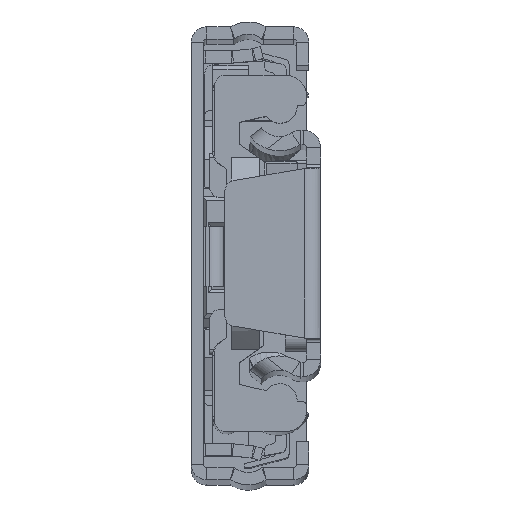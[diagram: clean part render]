
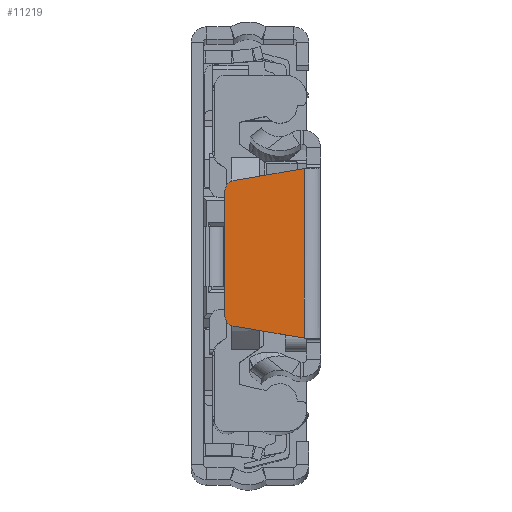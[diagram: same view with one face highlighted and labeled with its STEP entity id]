
A CAD part, top view. The second image highlights one B-rep face of the part: STEP entity #11219.
In plain terms, the highlighted planar face has unit normal (0, 0, 1).
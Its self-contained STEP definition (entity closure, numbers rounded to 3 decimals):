
#179 = CARTESIAN_POINT ( 'NONE',  ( -8.4, -6.156, 0. ) ) ;
#182 = CARTESIAN_POINT ( 'NONE',  ( -8.568, -7.142, 0. ) ) ;
#1116 = CARTESIAN_POINT ( 'NONE',  ( -1.6, -8.333, 0. ) ) ;
#1255 = ORIENTED_EDGE ( 'NONE', *, *, #29099, .F. ) ;
#1400 = EDGE_CURVE ( 'NONE', #9930, #2140, #16268, .T. ) ;
#1968 = CARTESIAN_POINT ( 'NONE',  ( -1.5, 8.35, 0. ) ) ;
#1972 = EDGE_CURVE ( 'NONE', #23883, #22558, #26451, .T. ) ;
#2140 = VERTEX_POINT ( 'NONE', #24869 ) ;
#2149 = DIRECTION ( 'NONE',  ( 0., -1., 0. ) ) ;
#3289 = CARTESIAN_POINT ( 'NONE',  ( -8.568, -7.142, 0. ) ) ;
#4336 = CARTESIAN_POINT ( 'NONE',  ( -8.4, 6.156, 0. ) ) ;
#4498 = CARTESIAN_POINT ( 'NONE',  ( -1.6, -8.333, 0. ) ) ;
#7851 = DIRECTION ( 'NONE',  ( -1., 0., 0. ) ) ;
#7984 = VECTOR ( 'NONE', #29437, 1000. ) ;
#9342 = AXIS2_PLACEMENT_3D ( 'NONE', #24119, #19069, #28532 ) ;
#9930 = VERTEX_POINT ( 'NONE', #25848 ) ;
#10150 = VERTEX_POINT ( 'NONE', #182 ) ;
#11219 = ADVANCED_FACE ( 'NONE', ( #23353 ), #12273, .F. ) ;
#11722 = LINE ( 'NONE', #4498, #17415 ) ;
#11953 = EDGE_CURVE ( 'NONE', #2140, #28059, #11722, .T. ) ;
#12273 = PLANE ( 'NONE',  #9342 ) ;
#12990 = ORIENTED_EDGE ( 'NONE', *, *, #11953, .F. ) ;
#13286 = ORIENTED_EDGE ( 'NONE', *, *, #1400, .F. ) ;
#13460 = DIRECTION ( 'NONE',  ( -1., 0., 0. ) ) ;
#13642 = EDGE_CURVE ( 'NONE', #22558, #9930, #16011, .T. ) ;
#15395 = LINE ( 'NONE', #3289, #29931 ) ;
#16011 = CIRCLE ( 'NONE', #27599, 1. ) ;
#16268 = LINE ( 'NONE', #1968, #29598 ) ;
#16991 = CARTESIAN_POINT ( 'NONE',  ( -9.4, 6.156, 0. ) ) ;
#17415 = VECTOR ( 'NONE', #2149, 1000. ) ;
#17661 = AXIS2_PLACEMENT_3D ( 'NONE', #179, #21894, #7851 ) ;
#17726 = CARTESIAN_POINT ( 'NONE',  ( -9.4, -6.156, 0. ) ) ;
#19069 = DIRECTION ( 'NONE',  ( 0., 0., -1. ) ) ;
#19267 = ORIENTED_EDGE ( 'NONE', *, *, #1972, .F. ) ;
#19334 = ORIENTED_EDGE ( 'NONE', *, *, #13642, .F. ) ;
#19821 = EDGE_LOOP ( 'NONE', ( #12990, #13286, #19334, #19267, #1255, #29520 ) ) ;
#21336 = DIRECTION ( 'NONE',  ( 0.986, 0.168, 0. ) ) ;
#21894 = DIRECTION ( 'NONE',  ( 0., 0., -1. ) ) ;
#22558 = VERTEX_POINT ( 'NONE', #27491 ) ;
#23255 = DIRECTION ( 'NONE',  ( 0., 0., -1. ) ) ;
#23353 = FACE_OUTER_BOUND ( 'NONE', #19821, .T. ) ;
#23883 = VERTEX_POINT ( 'NONE', #17726 ) ;
#24119 = CARTESIAN_POINT ( 'NONE',  ( -8.4, 6.156, 0. ) ) ;
#24869 = CARTESIAN_POINT ( 'NONE',  ( -1.6, 8.333, 0. ) ) ;
#25017 = DIRECTION ( 'NONE',  ( -0.986, 0.168, 0. ) ) ;
#25848 = CARTESIAN_POINT ( 'NONE',  ( -8.568, 7.142, 0. ) ) ;
#26451 = LINE ( 'NONE', #16991, #7984 ) ;
#27491 = CARTESIAN_POINT ( 'NONE',  ( -9.4, 6.156, 0. ) ) ;
#27599 = AXIS2_PLACEMENT_3D ( 'NONE', #4336, #23255, #13460 ) ;
#28059 = VERTEX_POINT ( 'NONE', #1116 ) ;
#28532 = DIRECTION ( 'NONE',  ( -1., 0., 0. ) ) ;
#29099 = EDGE_CURVE ( 'NONE', #10150, #23883, #29252, .T. ) ;
#29252 = CIRCLE ( 'NONE', #17661, 1. ) ;
#29437 = DIRECTION ( 'NONE',  ( 0., 1., 0. ) ) ;
#29520 = ORIENTED_EDGE ( 'NONE', *, *, #30439, .F. ) ;
#29598 = VECTOR ( 'NONE', #21336, 1000. ) ;
#29931 = VECTOR ( 'NONE', #25017, 1000. ) ;
#30439 = EDGE_CURVE ( 'NONE', #28059, #10150, #15395, .T. ) ;
